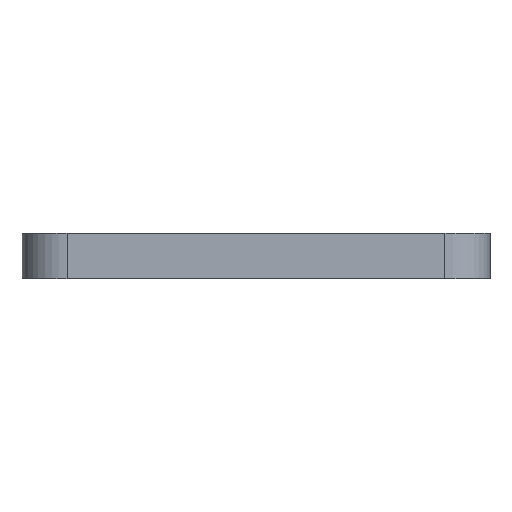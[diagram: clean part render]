
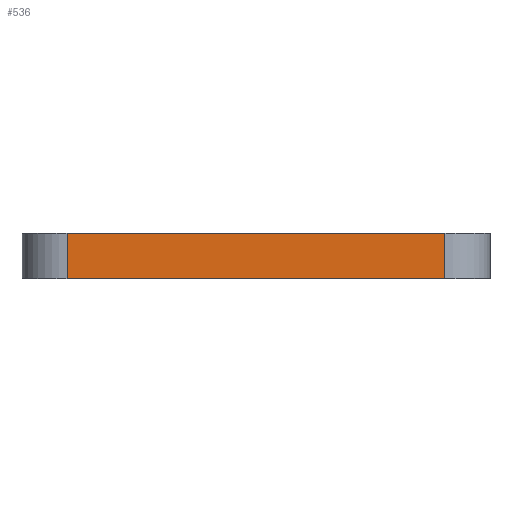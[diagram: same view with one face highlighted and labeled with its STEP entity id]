
A CAD part, front view. The second image highlights one B-rep face of the part: STEP entity #536.
In plain terms, the highlighted planar face has unit normal (0, -1, 0).
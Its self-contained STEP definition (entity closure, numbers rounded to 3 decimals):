
#18 = DIRECTION ( 'NONE',  ( 0., 0., -1. ) ) ;
#19 = CARTESIAN_POINT ( 'NONE',  ( 5., 0., 5. ) ) ;
#44 = CARTESIAN_POINT ( 'NONE',  ( 47., 0., 5. ) ) ;
#48 = CARTESIAN_POINT ( 'NONE',  ( 5., 0., 5. ) ) ;
#55 = CARTESIAN_POINT ( 'NONE',  ( 5., 0., 0. ) ) ;
#107 = CARTESIAN_POINT ( 'NONE',  ( 5., 0., 5. ) ) ;
#110 = DIRECTION ( 'NONE',  ( 1., 0., 0. ) ) ;
#165 = CARTESIAN_POINT ( 'NONE',  ( 47., 0., 0. ) ) ;
#177 = VERTEX_POINT ( 'NONE', #44 ) ;
#178 = VERTEX_POINT ( 'NONE', #55 ) ;
#179 = VERTEX_POINT ( 'NONE', #48 ) ;
#245 = VERTEX_POINT ( 'NONE', #165 ) ;
#293 = CARTESIAN_POINT ( 'NONE',  ( 47., 0., 5. ) ) ;
#294 = DIRECTION ( 'NONE',  ( 0., 0., -1. ) ) ;
#343 = CARTESIAN_POINT ( 'NONE',  ( 5., 0., 5. ) ) ;
#347 = PLANE ( 'NONE',  #391 ) ;
#350 = DIRECTION ( 'NONE',  ( 0., 1., 0. ) ) ;
#351 = DIRECTION ( 'NONE',  ( -1., 0., 0. ) ) ;
#391 = AXIS2_PLACEMENT_3D ( 'NONE', #343, #350, #351 ) ;
#416 = CARTESIAN_POINT ( 'NONE',  ( 5., 0., 0. ) ) ;
#418 = DIRECTION ( 'NONE',  ( 1., 0., 0. ) ) ;
#453 = EDGE_CURVE ( 'NONE', #179, #177, #621, .T. ) ;
#472 = EDGE_CURVE ( 'NONE', #178, #245, #647, .T. ) ;
#476 = EDGE_CURVE ( 'NONE', #179, #178, #654, .T. ) ;
#478 = EDGE_CURVE ( 'NONE', #177, #245, #657, .T. ) ;
#536 = ADVANCED_FACE ( 'NONE', ( #704 ), #347, .F. ) ;
#540 = ORIENTED_EDGE ( 'NONE', *, *, #472, .T. ) ;
#541 = ORIENTED_EDGE ( 'NONE', *, *, #478, .F. ) ;
#542 = ORIENTED_EDGE ( 'NONE', *, *, #453, .F. ) ;
#543 = ORIENTED_EDGE ( 'NONE', *, *, #476, .T. ) ;
#571 = EDGE_LOOP ( 'NONE', ( #540, #541, #542, #543 ) ) ;
#621 = LINE ( 'NONE', #107, #625 ) ;
#625 = VECTOR ( 'NONE', #110, 1000. ) ;
#647 = LINE ( 'NONE', #416, #651 ) ;
#651 = VECTOR ( 'NONE', #418, 1000. ) ;
#654 = LINE ( 'NONE', #19, #656 ) ;
#656 = VECTOR ( 'NONE', #18, 1000. ) ;
#657 = LINE ( 'NONE', #293, #660 ) ;
#660 = VECTOR ( 'NONE', #294, 1000. ) ;
#704 = FACE_OUTER_BOUND ( 'NONE', #571, .T. ) ;
